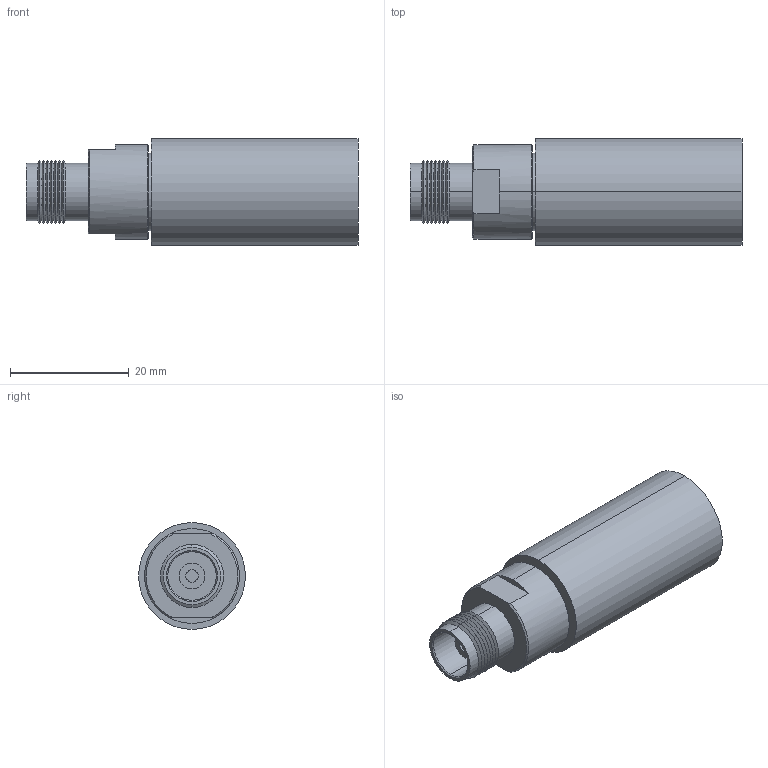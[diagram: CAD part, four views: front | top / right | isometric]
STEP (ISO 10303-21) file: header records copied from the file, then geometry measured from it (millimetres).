
FILE_DESCRIPTION (( 'STEP AP214' ), '1' );
FILE_NAME ('FMTR1135_3D.step', '2023-02-01T19:15:47', ( '' ), ( '' ), 'SwSTEP 2.0', 'SolidWorks 2022', '' );
FILE_SCHEMA (( 'AUTOMOTIVE_DESIGN' ));
Length unit declared in the file: inch
Products named in the file (3): FMTR1135_3D; TF5GH_TNC; TNC FEMALE_TS5G-A
Assembly tree (2 placements, depth 2):
  FMTR1135_3D
    TF5GH_TNC
    TNC FEMALE_TS5G-A
Bounding box: 56 x 18 x 18 mm (x, y, z)
Volume: 11338 mm3; surface area: 4367.6 mm2
Topology: 2 solids, 2 shells, 74 faces, 150 edges, 88 vertices
Faces by surface type: cone 36, cylinder 22, plane 16
Entity records: 2277 total; most frequent: DIRECTION 386, CARTESIAN_POINT 329, ORIENTED_EDGE 300, AXIS2_PLACEMENT_3D 161, EDGE_CURVE 150, VERTEX_POINT 88, EDGE_LOOP 82, CIRCLE 82
